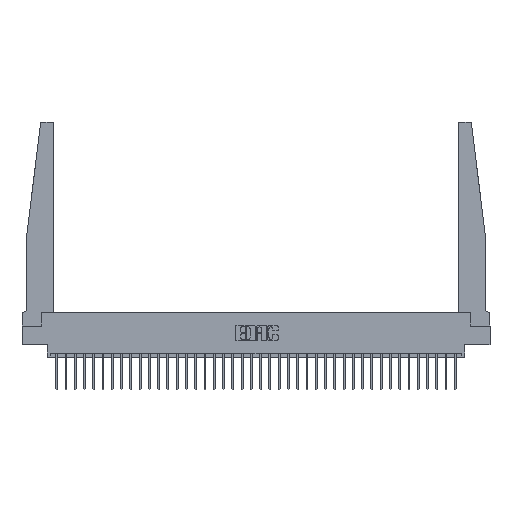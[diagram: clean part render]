
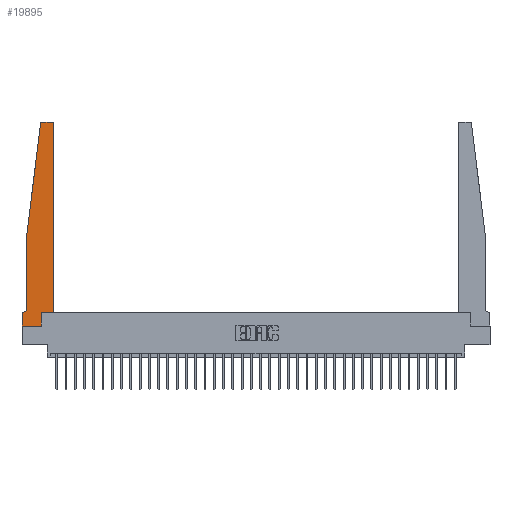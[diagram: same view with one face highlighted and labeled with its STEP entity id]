
A CAD part, top view. The second image highlights one B-rep face of the part: STEP entity #19895.
In plain terms, the highlighted planar face has unit normal (0, 0, 1).
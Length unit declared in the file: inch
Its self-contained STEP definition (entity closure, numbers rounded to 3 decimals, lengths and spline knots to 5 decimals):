
#373 = CARTESIAN_POINT ( 'NONE',  ( 0.2605, 0., 0.37 ) ) ;
#428 = CARTESIAN_POINT ( 'NONE',  ( 0., 0., 0.37 ) ) ;
#578 = CARTESIAN_POINT ( 'NONE',  ( 0.065, 1.25, 0.37 ) ) ;
#599 = CARTESIAN_POINT ( 'NONE',  ( 0.015, 0.1875, 0.37 ) ) ;
#930 = CIRCLE ( 'NONE', #19022, 0.03 ) ;
#1555 = EDGE_CURVE ( 'NONE', #9898, #11562, #16473, .T. ) ;
#1920 = VECTOR ( 'NONE', #26400, 39.37008 ) ;
#1922 = CARTESIAN_POINT ( 'NONE',  ( 0., 0.1875, 0.37 ) ) ;
#1952 = VECTOR ( 'NONE', #25607, 39.37008 ) ;
#2274 = CARTESIAN_POINT ( 'NONE',  ( 0., 0.1875, 0.37 ) ) ;
#3654 = ORIENTED_EDGE ( 'NONE', *, *, #15577, .T. ) ;
#3720 = VERTEX_POINT ( 'NONE', #428 ) ;
#3732 = VERTEX_POINT ( 'NONE', #26160 ) ;
#4182 = ORIENTED_EDGE ( 'NONE', *, *, #16936, .T. ) ;
#4334 = DIRECTION ( 'NONE',  ( 0., 1., 0. ) ) ;
#4683 = VERTEX_POINT ( 'NONE', #16759 ) ;
#5034 = VECTOR ( 'NONE', #32148, 39.37008 ) ;
#5042 = AXIS2_PLACEMENT_3D ( 'NONE', #2274, #10107, #28093 ) ;
#5778 = VECTOR ( 'NONE', #5817, 39.37008 ) ;
#5817 = DIRECTION ( 'NONE',  ( 0., -1., 0. ) ) ;
#6169 = VERTEX_POINT ( 'NONE', #14648 ) ;
#6631 = AXIS2_PLACEMENT_3D ( 'NONE', #14979, #32983, #17572 ) ;
#6928 = ORIENTED_EDGE ( 'NONE', *, *, #30485, .T. ) ;
#7248 = EDGE_CURVE ( 'NONE', #21764, #13521, #18671, .T. ) ;
#7522 = LINE ( 'NONE', #17239, #20384 ) ;
#7609 = VERTEX_POINT ( 'NONE', #28564 ) ;
#7696 = EDGE_CURVE ( 'NONE', #13521, #4683, #12637, .T. ) ;
#8898 = LINE ( 'NONE', #20440, #1952 ) ;
#9779 = DIRECTION ( 'NONE',  ( 0., 0., 1. ) ) ;
#9898 = VERTEX_POINT ( 'NONE', #373 ) ;
#10008 = VERTEX_POINT ( 'NONE', #1922 ) ;
#10105 = ORIENTED_EDGE ( 'NONE', *, *, #7248, .T. ) ;
#10107 = DIRECTION ( 'NONE',  ( 0., 0., 1. ) ) ;
#10147 = DIRECTION ( 'NONE',  ( 0., 0., -1. ) ) ;
#10496 = FACE_OUTER_BOUND ( 'NONE', #12867, .T. ) ;
#11562 = VERTEX_POINT ( 'NONE', #23034 ) ;
#12174 = EDGE_CURVE ( 'NONE', #18136, #7609, #28897, .T. ) ;
#12392 = CARTESIAN_POINT ( 'NONE',  ( 0.065, 1.25, 0.37 ) ) ;
#12613 = EDGE_CURVE ( 'NONE', #11562, #3732, #7522, .T. ) ;
#12637 = LINE ( 'NONE', #578, #5778 ) ;
#12867 = EDGE_LOOP ( 'NONE', ( #4182, #27199, #10105, #27058, #3654, #21402, #18191, #13062, #14023, #16887, #6928, #19182 ) ) ;
#13062 = ORIENTED_EDGE ( 'NONE', *, *, #19922, .T. ) ;
#13521 = VERTEX_POINT ( 'NONE', #12392 ) ;
#14023 = ORIENTED_EDGE ( 'NONE', *, *, #1555, .T. ) ;
#14646 = DIRECTION ( 'NONE',  ( 1., 0., 0. ) ) ;
#14648 = CARTESIAN_POINT ( 'NONE',  ( 0.27653, 2.75, 0.37 ) ) ;
#14767 = LINE ( 'NONE', #19097, #32872 ) ;
#14979 = CARTESIAN_POINT ( 'NONE',  ( 0.395, 2.72, 0.37 ) ) ;
#15577 = EDGE_CURVE ( 'NONE', #4683, #18739, #17670, .T. ) ;
#15906 = CARTESIAN_POINT ( 'NONE',  ( 0.24675, 2.72367, 0.37 ) ) ;
#16465 = LINE ( 'NONE', #28879, #1920 ) ;
#16473 = LINE ( 'NONE', #29999, #20901 ) ;
#16739 = CARTESIAN_POINT ( 'NONE',  ( 0., 0., 0.37 ) ) ;
#16759 = CARTESIAN_POINT ( 'NONE',  ( 0.065, 0.2375, 0.37 ) ) ;
#16760 = DIRECTION ( 'NONE',  ( -0.122, -0.992, 0. ) ) ;
#16887 = ORIENTED_EDGE ( 'NONE', *, *, #12613, .T. ) ;
#16936 = EDGE_CURVE ( 'NONE', #7609, #6169, #14767, .T. ) ;
#17239 = CARTESIAN_POINT ( 'NONE',  ( 0.425, 0.18, 0.37 ) ) ;
#17381 = LINE ( 'NONE', #31429, #25046 ) ;
#17572 = DIRECTION ( 'NONE',  ( 1., 0., 0. ) ) ;
#17670 = CIRCLE ( 'NONE', #26725, 0.05 ) ;
#17727 = PLANE ( 'NONE',  #5042 ) ;
#18136 = VERTEX_POINT ( 'NONE', #24212 ) ;
#18191 = ORIENTED_EDGE ( 'NONE', *, *, #18848, .T. ) ;
#18592 = DIRECTION ( 'NONE',  ( 0., 1., 0. ) ) ;
#18671 = LINE ( 'NONE', #32172, #32373 ) ;
#18739 = VERTEX_POINT ( 'NONE', #599 ) ;
#18848 = EDGE_CURVE ( 'NONE', #10008, #3720, #26384, .T. ) ;
#19022 = AXIS2_PLACEMENT_3D ( 'NONE', #25164, #9779, #27773 ) ;
#19044 = EDGE_CURVE ( 'NONE', #6169, #21764, #930, .T. ) ;
#19097 = CARTESIAN_POINT ( 'NONE',  ( 0.25, 2.75, 0.37 ) ) ;
#19182 = ORIENTED_EDGE ( 'NONE', *, *, #12174, .T. ) ;
#19895 = ADVANCED_FACE ( 'NONE', ( #10496 ), #17727, .T. ) ;
#19922 = EDGE_CURVE ( 'NONE', #3720, #9898, #8898, .T. ) ;
#20148 = EDGE_CURVE ( 'NONE', #18739, #10008, #16465, .T. ) ;
#20384 = VECTOR ( 'NONE', #14646, 39.37008 ) ;
#20440 = CARTESIAN_POINT ( 'NONE',  ( 0., 0., 0.37 ) ) ;
#20901 = VECTOR ( 'NONE', #4334, 39.37008 ) ;
#21402 = ORIENTED_EDGE ( 'NONE', *, *, #20148, .T. ) ;
#21689 = DIRECTION ( 'NONE',  ( -1., 0., 0. ) ) ;
#21764 = VERTEX_POINT ( 'NONE', #15906 ) ;
#23034 = CARTESIAN_POINT ( 'NONE',  ( 0.2605, 0.18, 0.37 ) ) ;
#24212 = CARTESIAN_POINT ( 'NONE',  ( 0.425, 2.72, 0.37 ) ) ;
#25046 = VECTOR ( 'NONE', #18592, 39.37008 ) ;
#25164 = CARTESIAN_POINT ( 'NONE',  ( 0.27653, 2.72, 0.37 ) ) ;
#25542 = CARTESIAN_POINT ( 'NONE',  ( 0.015, 0.2375, 0.37 ) ) ;
#25607 = DIRECTION ( 'NONE',  ( 1., 0., 0. ) ) ;
#26160 = CARTESIAN_POINT ( 'NONE',  ( 0.425, 0.18, 0.37 ) ) ;
#26384 = LINE ( 'NONE', #16739, #5034 ) ;
#26400 = DIRECTION ( 'NONE',  ( -1., 0., 0. ) ) ;
#26725 = AXIS2_PLACEMENT_3D ( 'NONE', #25542, #10147, #28132 ) ;
#27058 = ORIENTED_EDGE ( 'NONE', *, *, #7696, .T. ) ;
#27199 = ORIENTED_EDGE ( 'NONE', *, *, #19044, .T. ) ;
#27773 = DIRECTION ( 'NONE',  ( 1., 0., 0. ) ) ;
#28093 = DIRECTION ( 'NONE',  ( 1., 0., 0. ) ) ;
#28132 = DIRECTION ( 'NONE',  ( -1., 0., 0. ) ) ;
#28564 = CARTESIAN_POINT ( 'NONE',  ( 0.395, 2.75, 0.37 ) ) ;
#28879 = CARTESIAN_POINT ( 'NONE',  ( 0.065, 0.1875, 0.37 ) ) ;
#28897 = CIRCLE ( 'NONE', #6631, 0.03 ) ;
#29999 = CARTESIAN_POINT ( 'NONE',  ( 0.2605, 0.18, 0.37 ) ) ;
#30485 = EDGE_CURVE ( 'NONE', #3732, #18136, #17381, .T. ) ;
#31429 = CARTESIAN_POINT ( 'NONE',  ( 0.425, 0.18, 0.37 ) ) ;
#32148 = DIRECTION ( 'NONE',  ( 0., -1., 0. ) ) ;
#32172 = CARTESIAN_POINT ( 'NONE',  ( 0.065, 1.25, 0.37 ) ) ;
#32373 = VECTOR ( 'NONE', #16760, 39.37008 ) ;
#32872 = VECTOR ( 'NONE', #21689, 39.37008 ) ;
#32983 = DIRECTION ( 'NONE',  ( 0., 0., 1. ) ) ;
